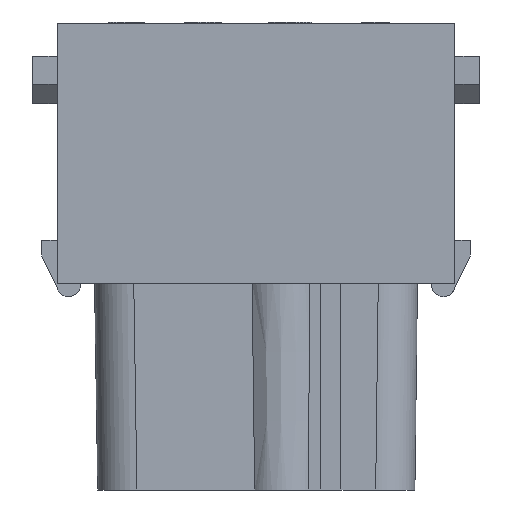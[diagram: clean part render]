
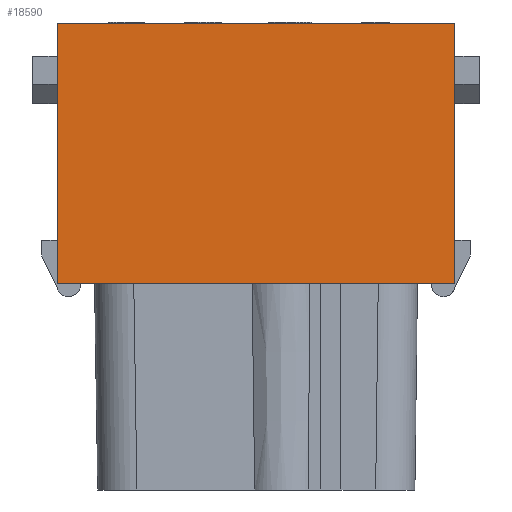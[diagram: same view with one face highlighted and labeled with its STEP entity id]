
A CAD part, left-side view. The second image highlights one B-rep face of the part: STEP entity #18590.
In plain terms, the highlighted planar face has unit normal (-1, 0, 0).
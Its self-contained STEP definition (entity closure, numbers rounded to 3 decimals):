
#25=DIRECTION('',(0.,-1.,0.));
#26=VECTOR('',#25,30.4);
#27=CARTESIAN_POINT('',(-7.1,15.2,15.8));
#28=LINE('',#27,#26);
#279=DIRECTION('',(0.,0.,1.));
#280=VECTOR('',#279,19.9);
#281=CARTESIAN_POINT('',(-7.1,-15.2,15.8));
#282=LINE('',#281,#280);
#375=DIRECTION('',(0.,1.,0.));
#376=VECTOR('',#375,30.4);
#377=CARTESIAN_POINT('',(-7.1,-15.2,35.7));
#378=LINE('',#377,#376);
#5915=DIRECTION('',(0.,0.,1.));
#5916=VECTOR('',#5915,19.9);
#5917=CARTESIAN_POINT('',(-7.1,15.2,15.8));
#5918=LINE('',#5917,#5916);
#9011=CARTESIAN_POINT('',(-7.1,15.2,15.8));
#9012=CARTESIAN_POINT('',(-7.1,15.2,35.7));
#9013=VERTEX_POINT('',#9011);
#9014=VERTEX_POINT('',#9012);
#9015=CARTESIAN_POINT('',(-7.1,-15.2,15.8));
#9016=CARTESIAN_POINT('',(-7.1,-15.2,35.7));
#9017=VERTEX_POINT('',#9015);
#9018=VERTEX_POINT('',#9016);
#18579=CARTESIAN_POINT('',(-7.1,15.191,15.8));
#18580=DIRECTION('',(-1.,0.,0.));
#18581=DIRECTION('',(0.,-1.,0.));
#18582=AXIS2_PLACEMENT_3D('',#18579,#18580,#18581);
#18583=PLANE('',#18582);
#18584=ORIENTED_EDGE('',*,*,#11529,.F.);
#18585=ORIENTED_EDGE('',*,*,#11500,.F.);
#18586=ORIENTED_EDGE('',*,*,#11328,.F.);
#18587=ORIENTED_EDGE('',*,*,#18545,.T.);
#18588=EDGE_LOOP('',(#18584,#18585,#18586,#18587));
#18589=FACE_OUTER_BOUND('',#18588,.F.);
#18590=ADVANCED_FACE('',(#18589),#18583,.T.);
#11328=EDGE_CURVE('',#9013,#9017,#28,.T.);
#11500=EDGE_CURVE('',#9017,#9018,#282,.T.);
#11529=EDGE_CURVE('',#9018,#9014,#378,.T.);
#18545=EDGE_CURVE('',#9013,#9014,#5918,.T.);
